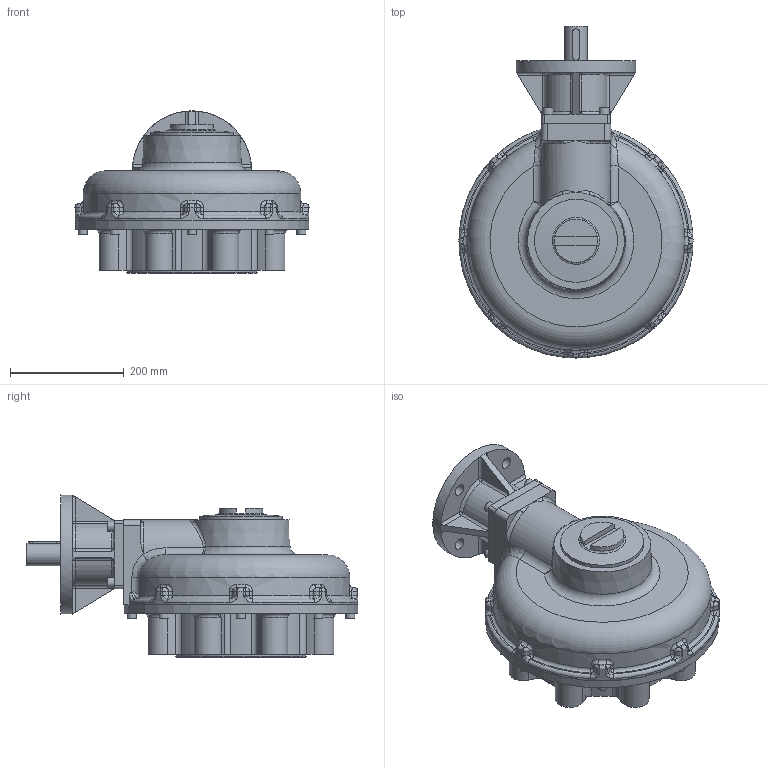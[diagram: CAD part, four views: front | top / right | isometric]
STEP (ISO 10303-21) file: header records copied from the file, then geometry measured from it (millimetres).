
FILE_DESCRIPTION(/* description */ ('Unknown'),/* implementation_level */ '2;1');
FILE_NAME(/* name */ 'PUBIB11-F16-F30_simplified',/* time_stamp */ '2015-12-10T08:55:40+00:00',/* author */ ('Unknown'),/* organization */ ('Unknown'),/* preprocessor_version */ 'ST-DEVELOPER v16',/* originating_system */ 'DEX',/* authorisation */ $);
FILE_SCHEMA (('AUTOMOTIVE_DESIGN {1 0 10303 214 3 1 1}'));
Length unit declared in the file: millimetre
Products named in the file (1): PUBIB11-F16-F30_simplified
Bounding box: 411.99 x 584.22 x 285.4 mm (x, y, z)
Surface area: 836324.6 mm2 (no closed solid volume)
Topology: 0 solids, 39 shells, 704 faces, 1791 edges, 1062 vertices
Faces by surface type: cylinder 187, plane 186, torus 159, bspline 98, sphere 44, cone 30
Full cylindrical faces by diameter (mm): 8.376 x1, 16 x8, 17.294 x8, 18 x4, 20.5 x4, 40 x1, 50 x1, 130 x1, 130.175 x1, 146.05 x1, 210 x1, 229.95 x1, 239.95 x1, 240 x1, 412 x1
Entity records: 30914 total; most frequent: CARTESIAN_POINT 11434, DIRECTION 3442, ORIENTED_EDGE 3108, EDGE_CURVE 1626, AXIS2_PLACEMENT_3D 1467, VERTEX_POINT 1039, CIRCLE 856, FACE_BOUND 848
